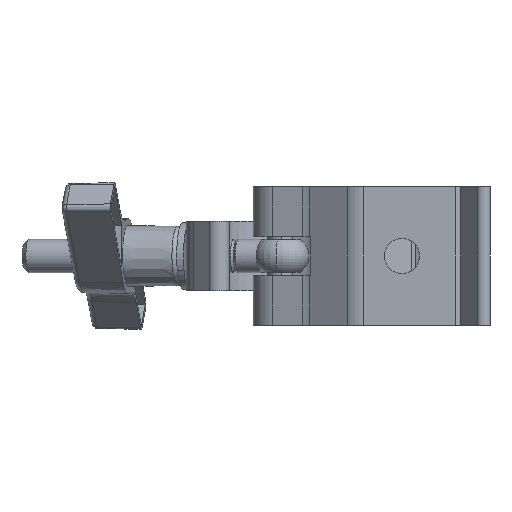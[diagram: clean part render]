
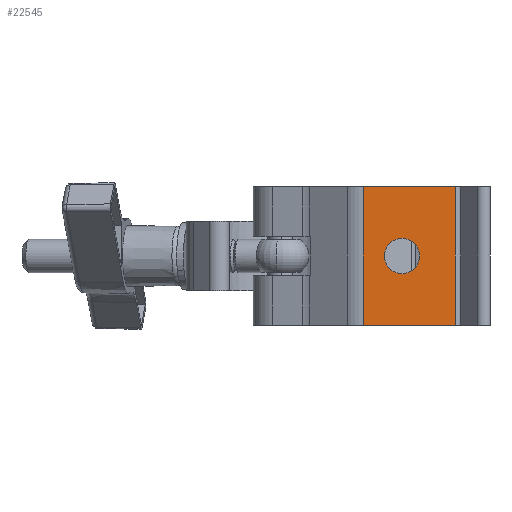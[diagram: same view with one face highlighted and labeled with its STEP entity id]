
A CAD part, front view. The second image highlights one B-rep face of the part: STEP entity #22545.
In plain terms, the highlighted planar face has unit normal (0, -1, 0).
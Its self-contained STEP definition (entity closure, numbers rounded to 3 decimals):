
#420 = EDGE_CURVE ( 'NONE', #1380, #22301, #15759, .T. ) ;
#981 = DIRECTION ( 'NONE',  ( 0., 0., -1. ) ) ;
#1380 = VERTEX_POINT ( 'NONE', #12826 ) ;
#1700 = AXIS2_PLACEMENT_3D ( 'NONE', #18934, #8492, #981 ) ;
#1709 = VERTEX_POINT ( 'NONE', #5594 ) ;
#2218 = CARTESIAN_POINT ( 'NONE',  ( 12.579, 0., 24.95 ) ) ;
#2305 = FACE_OUTER_BOUND ( 'NONE', #18920, .T. ) ;
#2978 = LINE ( 'NONE', #4645, #19040 ) ;
#3170 = CARTESIAN_POINT ( 'NONE',  ( 45.642, 0., 24.95 ) ) ;
#4202 = FACE_BOUND ( 'NONE', #10305, .T. ) ;
#4645 = CARTESIAN_POINT ( 'NONE',  ( 12.579, 0., 24.95 ) ) ;
#4810 = EDGE_CURVE ( 'NONE', #1709, #5834, #21610, .T. ) ;
#5219 = EDGE_CURVE ( 'NONE', #1709, #23150, #2978, .T. ) ;
#5594 = CARTESIAN_POINT ( 'NONE',  ( 12.579, 0., 24.95 ) ) ;
#5834 = VERTEX_POINT ( 'NONE', #18822 ) ;
#6369 = DIRECTION ( 'NONE',  ( 0., 1., 0. ) ) ;
#7290 = VECTOR ( 'NONE', #10030, 1000. ) ;
#7653 = VERTEX_POINT ( 'NONE', #16317 ) ;
#8199 = ORIENTED_EDGE ( 'NONE', *, *, #22054, .F. ) ;
#8492 = DIRECTION ( 'NONE',  ( 0., 1., 0. ) ) ;
#8580 = CARTESIAN_POINT ( 'NONE',  ( 12.579, 0., -24.95 ) ) ;
#8636 = DIRECTION ( 'NONE',  ( 0., 0., -1. ) ) ;
#9048 = ORIENTED_EDGE ( 'NONE', *, *, #21842, .T. ) ;
#9521 = CIRCLE ( 'NONE', #21298, 6.35 ) ;
#9820 = DIRECTION ( 'NONE',  ( 0., 0., -1. ) ) ;
#10001 = DIRECTION ( 'NONE',  ( 1., 0., 0. ) ) ;
#10030 = DIRECTION ( 'NONE',  ( 0., 0., -1. ) ) ;
#10231 = DIRECTION ( 'NONE',  ( 1., 0., 0. ) ) ;
#10305 = EDGE_LOOP ( 'NONE', ( #22979, #9048 ) ) ;
#10423 = LINE ( 'NONE', #3170, #18243 ) ;
#10914 = ORIENTED_EDGE ( 'NONE', *, *, #4810, .T. ) ;
#11224 = ORIENTED_EDGE ( 'NONE', *, *, #5219, .F. ) ;
#11455 = DIRECTION ( 'NONE',  ( 0., 0., 1. ) ) ;
#11781 = LINE ( 'NONE', #8580, #19476 ) ;
#12779 = CARTESIAN_POINT ( 'NONE',  ( 12.579, 0., 24.95 ) ) ;
#12826 = CARTESIAN_POINT ( 'NONE',  ( 31.66, 0., -6.35 ) ) ;
#12890 = PLANE ( 'NONE',  #20171 ) ;
#15174 = CARTESIAN_POINT ( 'NONE',  ( 45.642, 0., 24.95 ) ) ;
#15759 = CIRCLE ( 'NONE', #1700, 6.35 ) ;
#16115 = CARTESIAN_POINT ( 'NONE',  ( 31.66, 0., 6.35 ) ) ;
#16317 = CARTESIAN_POINT ( 'NONE',  ( 45.642, 0., -24.95 ) ) ;
#16770 = EDGE_CURVE ( 'NONE', #5834, #7653, #11781, .T. ) ;
#16817 = DIRECTION ( 'NONE',  ( 0., 1., 0. ) ) ;
#18243 = VECTOR ( 'NONE', #8636, 1000. ) ;
#18822 = CARTESIAN_POINT ( 'NONE',  ( 12.579, 0., -24.95 ) ) ;
#18914 = ORIENTED_EDGE ( 'NONE', *, *, #16770, .T. ) ;
#18920 = EDGE_LOOP ( 'NONE', ( #18914, #8199, #11224, #10914 ) ) ;
#18934 = CARTESIAN_POINT ( 'NONE',  ( 31.66, 0., 0. ) ) ;
#19040 = VECTOR ( 'NONE', #10231, 1000. ) ;
#19476 = VECTOR ( 'NONE', #10001, 1000. ) ;
#20171 = AXIS2_PLACEMENT_3D ( 'NONE', #12779, #16817, #11455 ) ;
#21298 = AXIS2_PLACEMENT_3D ( 'NONE', #22564, #6369, #9820 ) ;
#21610 = LINE ( 'NONE', #2218, #7290 ) ;
#21842 = EDGE_CURVE ( 'NONE', #22301, #1380, #9521, .T. ) ;
#22054 = EDGE_CURVE ( 'NONE', #23150, #7653, #10423, .T. ) ;
#22301 = VERTEX_POINT ( 'NONE', #16115 ) ;
#22545 = ADVANCED_FACE ( 'NONE', ( #4202, #2305 ), #12890, .F. ) ;
#22564 = CARTESIAN_POINT ( 'NONE',  ( 31.66, 0., 0. ) ) ;
#22979 = ORIENTED_EDGE ( 'NONE', *, *, #420, .T. ) ;
#23150 = VERTEX_POINT ( 'NONE', #15174 ) ;
